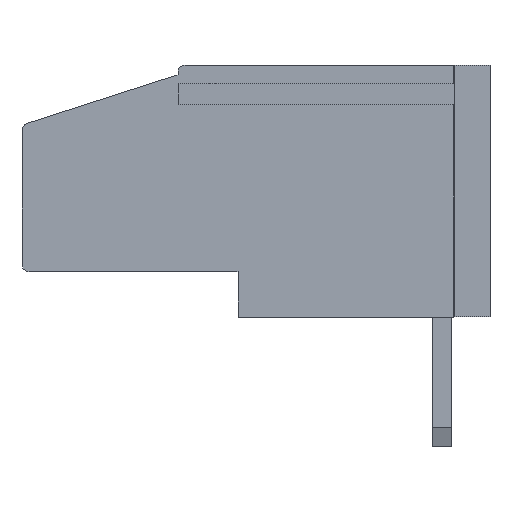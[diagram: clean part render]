
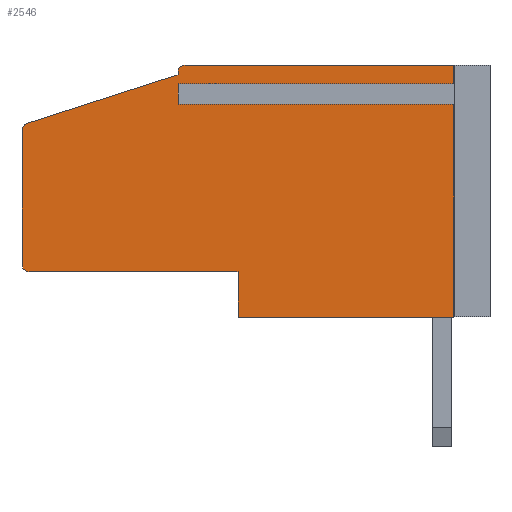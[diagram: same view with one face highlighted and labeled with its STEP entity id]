
A CAD part, left-side view. The second image highlights one B-rep face of the part: STEP entity #2546.
In plain terms, the highlighted planar face has unit normal (-1, 0, 0).
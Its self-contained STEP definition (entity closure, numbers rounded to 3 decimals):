
#65 = CARTESIAN_POINT ( 'NONE',  ( 0., 19.5, 8. ) ) ;
#407 = FACE_OUTER_BOUND ( 'NONE', #11462, .T. ) ;
#461 = VERTEX_POINT ( 'NONE', #15799 ) ;
#908 = VERTEX_POINT ( 'NONE', #1220 ) ;
#925 = CARTESIAN_POINT ( 'NONE',  ( 0., 19.5, 10.5 ) ) ;
#954 = DIRECTION ( 'NONE',  ( 0., 1., 0. ) ) ;
#1022 = VECTOR ( 'NONE', #22078, 1000. ) ;
#1220 = CARTESIAN_POINT ( 'NONE',  ( 0., 10.5, 0. ) ) ;
#1243 = ORIENTED_EDGE ( 'NONE', *, *, #8108, .T. ) ;
#1771 = VERTEX_POINT ( 'NONE', #12667 ) ;
#2534 = DIRECTION ( 'NONE',  ( 0., 0., -1. ) ) ;
#2546 = ADVANCED_FACE ( 'NONE', ( #407 ), #13011, .F. ) ;
#2658 = DIRECTION ( 'NONE',  ( 0., -1., 0. ) ) ;
#3112 = LINE ( 'NONE', #13241, #8618 ) ;
#3221 = EDGE_CURVE ( 'NONE', #22407, #21322, #12831, .T. ) ;
#3318 = DIRECTION ( 'NONE',  ( 0., 0., -1. ) ) ;
#3751 = VECTOR ( 'NONE', #954, 1000. ) ;
#4224 = ORIENTED_EDGE ( 'NONE', *, *, #15037, .T. ) ;
#4290 = LINE ( 'NONE', #20351, #1022 ) ;
#4496 = VECTOR ( 'NONE', #5245, 1000. ) ;
#4844 = DIRECTION ( 'NONE',  ( 0., 0., 1. ) ) ;
#4964 = ORIENTED_EDGE ( 'NONE', *, *, #3221, .F. ) ;
#5084 = ORIENTED_EDGE ( 'NONE', *, *, #17330, .F. ) ;
#5245 = DIRECTION ( 'NONE',  ( 0., -1., 0. ) ) ;
#5346 = LINE ( 'NONE', #13695, #24612 ) ;
#5581 = AXIS2_PLACEMENT_3D ( 'NONE', #12665, #6829, #2534 ) ;
#5613 = CARTESIAN_POINT ( 'NONE',  ( 0., 1.5, 10.5 ) ) ;
#5683 = VERTEX_POINT ( 'NONE', #23200 ) ;
#5734 = VERTEX_POINT ( 'NONE', #12559 ) ;
#5815 = ORIENTED_EDGE ( 'NONE', *, *, #17680, .T. ) ;
#6138 = CARTESIAN_POINT ( 'NONE',  ( 0., 1.5, 9.098 ) ) ;
#6195 = ORIENTED_EDGE ( 'NONE', *, *, #7947, .T. ) ;
#6209 = CARTESIAN_POINT ( 'NONE',  ( 0., 19.2, 1.9 ) ) ;
#6439 = CIRCLE ( 'NONE', #5581, 0.3 ) ;
#6473 = ORIENTED_EDGE ( 'NONE', *, *, #16227, .F. ) ;
#6494 = DIRECTION ( 'NONE',  ( 0., -1., 0. ) ) ;
#6800 = VERTEX_POINT ( 'NONE', #13346 ) ;
#6829 = DIRECTION ( 'NONE',  ( -1., 0., 0. ) ) ;
#6902 = EDGE_CURVE ( 'NONE', #16536, #13108, #13052, .T. ) ;
#7003 = CARTESIAN_POINT ( 'NONE',  ( 0., 19.2, 2.2 ) ) ;
#7525 = CARTESIAN_POINT ( 'NONE',  ( 0., 1.5, 9.502 ) ) ;
#7775 = VECTOR ( 'NONE', #2658, 1000. ) ;
#7947 = EDGE_CURVE ( 'NONE', #12161, #13108, #18678, .T. ) ;
#7951 = LINE ( 'NONE', #12307, #9754 ) ;
#8108 = EDGE_CURVE ( 'NONE', #5683, #11654, #7951, .T. ) ;
#8618 = VECTOR ( 'NONE', #22802, 1000. ) ;
#8622 = VECTOR ( 'NONE', #23780, 1000. ) ;
#8644 = EDGE_CURVE ( 'NONE', #12161, #16142, #23156, .T. ) ;
#9124 = CARTESIAN_POINT ( 'NONE',  ( 0., 19.5, 10.5 ) ) ;
#9207 = LINE ( 'NONE', #23513, #8622 ) ;
#9566 = DIRECTION ( 'NONE',  ( 0., -1., 0. ) ) ;
#9575 = LINE ( 'NONE', #5613, #21299 ) ;
#9754 = VECTOR ( 'NONE', #6494, 1000. ) ;
#10012 = LINE ( 'NONE', #65, #15316 ) ;
#10032 = EDGE_CURVE ( 'NONE', #5683, #22407, #5346, .T. ) ;
#10362 = CARTESIAN_POINT ( 'NONE',  ( 0., 13., 9.098 ) ) ;
#11010 = DIRECTION ( 'NONE',  ( -1., 0., 0. ) ) ;
#11060 = CARTESIAN_POINT ( 'NONE',  ( 0., 19.5, 1.9 ) ) ;
#11462 = EDGE_LOOP ( 'NONE', ( #18285, #6195, #24505, #14540, #13091, #20229, #4964, #25982, #1243, #20656, #5084, #4224, #26152, #6473, #5815 ) ) ;
#11654 = VERTEX_POINT ( 'NONE', #7525 ) ;
#11686 = EDGE_CURVE ( 'NONE', #908, #16536, #3112, .T. ) ;
#11909 = VECTOR ( 'NONE', #4844, 1000. ) ;
#12161 = VERTEX_POINT ( 'NONE', #21730 ) ;
#12307 = CARTESIAN_POINT ( 'NONE',  ( 0., 13., 9.502 ) ) ;
#12440 = CIRCLE ( 'NONE', #17522, 0.3 ) ;
#12559 = CARTESIAN_POINT ( 'NONE',  ( 0., 13., 10.1 ) ) ;
#12665 = CARTESIAN_POINT ( 'NONE',  ( 0., 12.7, 10.2 ) ) ;
#12667 = CARTESIAN_POINT ( 'NONE',  ( 0., 19.292, 8.067 ) ) ;
#12794 = LINE ( 'NONE', #18994, #7775 ) ;
#12831 = LINE ( 'NONE', #23017, #4496 ) ;
#13011 = PLANE ( 'NONE',  #13396 ) ;
#13052 = LINE ( 'NONE', #11060, #3751 ) ;
#13091 = ORIENTED_EDGE ( 'NONE', *, *, #23857, .T. ) ;
#13108 = VERTEX_POINT ( 'NONE', #6209 ) ;
#13241 = CARTESIAN_POINT ( 'NONE',  ( 0., 10.5, 1.9 ) ) ;
#13346 = CARTESIAN_POINT ( 'NONE',  ( 0., 13., 10.2 ) ) ;
#13396 = AXIS2_PLACEMENT_3D ( 'NONE', #925, #14738, #14485 ) ;
#13695 = CARTESIAN_POINT ( 'NONE',  ( 0., 13., 9.502 ) ) ;
#14485 = DIRECTION ( 'NONE',  ( 0., 0., -1. ) ) ;
#14540 = ORIENTED_EDGE ( 'NONE', *, *, #11686, .F. ) ;
#14738 = DIRECTION ( 'NONE',  ( 1., 0., 0. ) ) ;
#14976 = VERTEX_POINT ( 'NONE', #25014 ) ;
#15037 = EDGE_CURVE ( 'NONE', #14976, #6800, #6439, .T. ) ;
#15053 = DIRECTION ( 'NONE',  ( -1., 0., 0. ) ) ;
#15316 = VECTOR ( 'NONE', #20364, 1000. ) ;
#15675 = CARTESIAN_POINT ( 'NONE',  ( 0., 1.5, 0. ) ) ;
#15799 = CARTESIAN_POINT ( 'NONE',  ( 0., 1.5, 10.5 ) ) ;
#16142 = VERTEX_POINT ( 'NONE', #18935 ) ;
#16227 = EDGE_CURVE ( 'NONE', #1771, #5734, #10012, .T. ) ;
#16536 = VERTEX_POINT ( 'NONE', #16633 ) ;
#16554 = EDGE_CURVE ( 'NONE', #461, #11654, #9575, .T. ) ;
#16631 = EDGE_CURVE ( 'NONE', #5734, #6800, #9207, .T. ) ;
#16633 = CARTESIAN_POINT ( 'NONE',  ( 0., 10.5, 1.9 ) ) ;
#17330 = EDGE_CURVE ( 'NONE', #14976, #461, #12794, .T. ) ;
#17522 = AXIS2_PLACEMENT_3D ( 'NONE', #17632, #11010, #21470 ) ;
#17632 = CARTESIAN_POINT ( 'NONE',  ( 0., 19.2, 7.782 ) ) ;
#17680 = EDGE_CURVE ( 'NONE', #1771, #16142, #12440, .T. ) ;
#18285 = ORIENTED_EDGE ( 'NONE', *, *, #8644, .F. ) ;
#18364 = EDGE_CURVE ( 'NONE', #21322, #20409, #4290, .T. ) ;
#18678 = CIRCLE ( 'NONE', #25469, 0.3 ) ;
#18935 = CARTESIAN_POINT ( 'NONE',  ( 0., 19.5, 7.782 ) ) ;
#18994 = CARTESIAN_POINT ( 'NONE',  ( 0., 19.5, 10.5 ) ) ;
#20229 = ORIENTED_EDGE ( 'NONE', *, *, #18364, .F. ) ;
#20351 = CARTESIAN_POINT ( 'NONE',  ( 0., 1.5, 10.5 ) ) ;
#20364 = DIRECTION ( 'NONE',  ( 0., -0.952, 0.307 ) ) ;
#20409 = VERTEX_POINT ( 'NONE', #15675 ) ;
#20656 = ORIENTED_EDGE ( 'NONE', *, *, #16554, .F. ) ;
#21299 = VECTOR ( 'NONE', #3318, 1000. ) ;
#21322 = VERTEX_POINT ( 'NONE', #6138 ) ;
#21470 = DIRECTION ( 'NONE',  ( 0., 0., -1. ) ) ;
#21730 = CARTESIAN_POINT ( 'NONE',  ( 0., 19.5, 2.2 ) ) ;
#22078 = DIRECTION ( 'NONE',  ( 0., 0., -1. ) ) ;
#22407 = VERTEX_POINT ( 'NONE', #10362 ) ;
#22802 = DIRECTION ( 'NONE',  ( 0., 0., 1. ) ) ;
#23017 = CARTESIAN_POINT ( 'NONE',  ( 0., 13., 9.098 ) ) ;
#23156 = LINE ( 'NONE', #9124, #11909 ) ;
#23157 = DIRECTION ( 'NONE',  ( 0., 0., -1. ) ) ;
#23200 = CARTESIAN_POINT ( 'NONE',  ( 0., 13., 9.502 ) ) ;
#23513 = CARTESIAN_POINT ( 'NONE',  ( 0., 13., 10.1 ) ) ;
#23780 = DIRECTION ( 'NONE',  ( 0., 0., 1. ) ) ;
#23857 = EDGE_CURVE ( 'NONE', #908, #20409, #23902, .T. ) ;
#23902 = LINE ( 'NONE', #24025, #25406 ) ;
#24025 = CARTESIAN_POINT ( 'NONE',  ( 0., 19.5, 0. ) ) ;
#24505 = ORIENTED_EDGE ( 'NONE', *, *, #6902, .F. ) ;
#24612 = VECTOR ( 'NONE', #25393, 1000. ) ;
#25014 = CARTESIAN_POINT ( 'NONE',  ( 0., 12.7, 10.5 ) ) ;
#25393 = DIRECTION ( 'NONE',  ( 0., 0., -1. ) ) ;
#25406 = VECTOR ( 'NONE', #9566, 1000. ) ;
#25469 = AXIS2_PLACEMENT_3D ( 'NONE', #7003, #15053, #23157 ) ;
#25982 = ORIENTED_EDGE ( 'NONE', *, *, #10032, .F. ) ;
#26152 = ORIENTED_EDGE ( 'NONE', *, *, #16631, .F. ) ;
